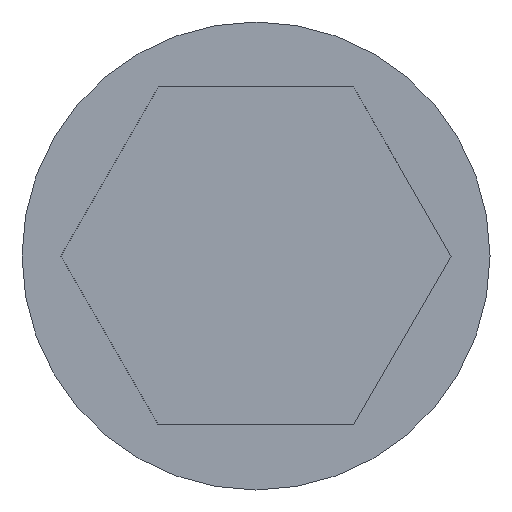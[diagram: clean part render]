
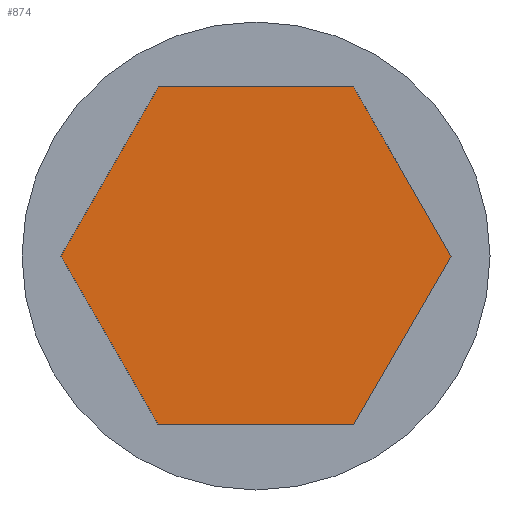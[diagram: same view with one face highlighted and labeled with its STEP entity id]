
A CAD part, left-side view. The second image highlights one B-rep face of the part: STEP entity #874.
In plain terms, the highlighted planar face has unit normal (-1, 0, 0).
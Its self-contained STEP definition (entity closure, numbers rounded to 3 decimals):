
#11 = VECTOR ( 'NONE', #993, 1000. ) ;
#39 = VECTOR ( 'NONE', #1777, 1000. ) ;
#77 = LINE ( 'NONE', #676, #952 ) ;
#84 = LINE ( 'NONE', #422, #360 ) ;
#115 = VECTOR ( 'NONE', #546, 1000. ) ;
#168 = EDGE_LOOP ( 'NONE', ( #197, #410, #242, #778, #1735, #1499 ) ) ;
#197 = ORIENTED_EDGE ( 'NONE', *, *, #374, .F. ) ;
#242 = ORIENTED_EDGE ( 'NONE', *, *, #271, .F. ) ;
#271 = EDGE_CURVE ( 'NONE', #954, #1034, #77, .T. ) ;
#334 = DIRECTION ( 'NONE',  ( 0., 0.5, -0.866 ) ) ;
#360 = VECTOR ( 'NONE', #1598, 1000. ) ;
#374 = EDGE_CURVE ( 'NONE', #812, #382, #1168, .T. ) ;
#378 = CARTESIAN_POINT ( 'NONE',  ( 0., 3.753, -6.5 ) ) ;
#382 = VERTEX_POINT ( 'NONE', #1459 ) ;
#410 = ORIENTED_EDGE ( 'NONE', *, *, #1918, .F. ) ;
#422 = CARTESIAN_POINT ( 'NONE',  ( 0., -3.753, -6.5 ) ) ;
#546 = DIRECTION ( 'NONE',  ( 0., -1., 0. ) ) ;
#587 = CARTESIAN_POINT ( 'NONE',  ( 0., 0., 0. ) ) ;
#619 = CARTESIAN_POINT ( 'NONE',  ( 0., 3.753, 6.5 ) ) ;
#676 = CARTESIAN_POINT ( 'NONE',  ( 0., -7.506, 0. ) ) ;
#717 = CARTESIAN_POINT ( 'NONE',  ( 0., 3.753, -6.5 ) ) ;
#778 = ORIENTED_EDGE ( 'NONE', *, *, #843, .F. ) ;
#812 = VERTEX_POINT ( 'NONE', #378 ) ;
#843 = EDGE_CURVE ( 'NONE', #1103, #954, #1348, .T. ) ;
#874 = ADVANCED_FACE ( 'NONE', ( #1615 ), #1188, .T. ) ;
#876 = LINE ( 'NONE', #1155, #1048 ) ;
#903 = EDGE_CURVE ( 'NONE', #382, #1552, #876, .T. ) ;
#952 = VECTOR ( 'NONE', #334, 1000. ) ;
#954 = VERTEX_POINT ( 'NONE', #1842 ) ;
#993 = DIRECTION ( 'NONE',  ( 0., -0.5, -0.866 ) ) ;
#1034 = VERTEX_POINT ( 'NONE', #1530 ) ;
#1048 = VECTOR ( 'NONE', #1306, 1000. ) ;
#1103 = VERTEX_POINT ( 'NONE', #1110 ) ;
#1110 = CARTESIAN_POINT ( 'NONE',  ( 0., -3.753, 6.5 ) ) ;
#1155 = CARTESIAN_POINT ( 'NONE',  ( 0., 7.506, 0. ) ) ;
#1168 = LINE ( 'NONE', #717, #39 ) ;
#1188 = PLANE ( 'NONE',  #1824 ) ;
#1306 = DIRECTION ( 'NONE',  ( 0., -0.5, 0.866 ) ) ;
#1348 = LINE ( 'NONE', #1463, #11 ) ;
#1445 = CARTESIAN_POINT ( 'NONE',  ( 0., 3.753, 6.5 ) ) ;
#1459 = CARTESIAN_POINT ( 'NONE',  ( 0., 7.506, 0. ) ) ;
#1463 = CARTESIAN_POINT ( 'NONE',  ( 0., -3.753, 6.5 ) ) ;
#1495 = DIRECTION ( 'NONE',  ( 0., 0., 1. ) ) ;
#1499 = ORIENTED_EDGE ( 'NONE', *, *, #903, .F. ) ;
#1530 = CARTESIAN_POINT ( 'NONE',  ( 0., -3.753, -6.5 ) ) ;
#1552 = VERTEX_POINT ( 'NONE', #619 ) ;
#1598 = DIRECTION ( 'NONE',  ( 0., 1., 0. ) ) ;
#1615 = FACE_OUTER_BOUND ( 'NONE', #168, .T. ) ;
#1627 = EDGE_CURVE ( 'NONE', #1552, #1103, #1914, .T. ) ;
#1735 = ORIENTED_EDGE ( 'NONE', *, *, #1627, .F. ) ;
#1758 = DIRECTION ( 'NONE',  ( -1., 0., 0. ) ) ;
#1777 = DIRECTION ( 'NONE',  ( 0., 0.5, 0.866 ) ) ;
#1824 = AXIS2_PLACEMENT_3D ( 'NONE', #587, #1758, #1495 ) ;
#1842 = CARTESIAN_POINT ( 'NONE',  ( 0., -7.506, 0. ) ) ;
#1914 = LINE ( 'NONE', #1445, #115 ) ;
#1918 = EDGE_CURVE ( 'NONE', #1034, #812, #84, .T. ) ;
